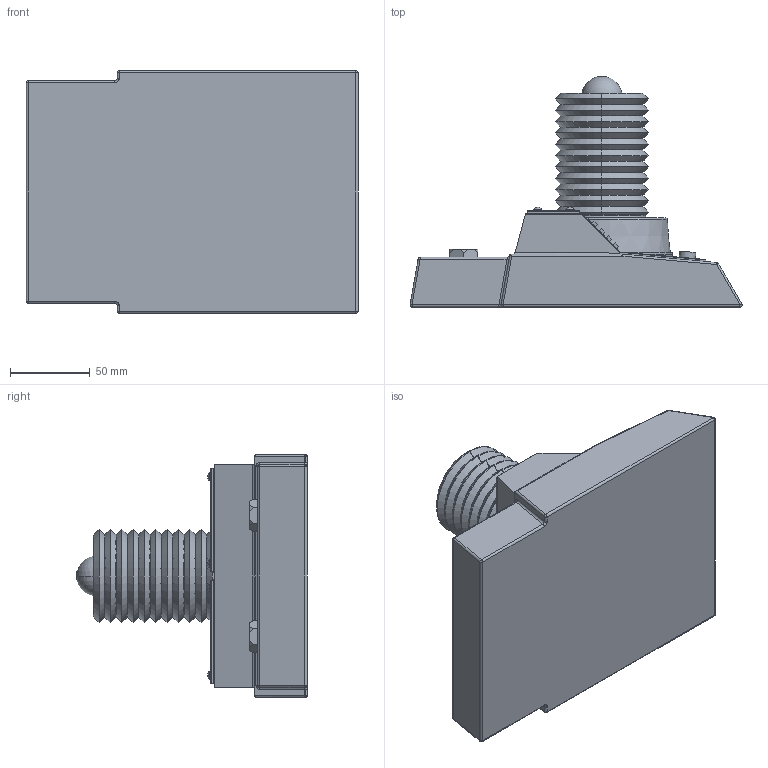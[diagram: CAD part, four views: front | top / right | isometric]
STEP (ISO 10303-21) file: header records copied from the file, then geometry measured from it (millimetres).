
FILE_DESCRIPTION (( 'STEP AP214' ), '1' );
FILE_NAME ('base.STEP', '2014-04-10T19:38:19', ( 'Xing Gao' ), ( 'MathWorks' ), 'SwSTEP 2.0', 'SolidWorks 2013', '' );
FILE_SCHEMA (( 'AUTOMOTIVE_DESIGN' ));
Length unit declared in the file: centimetre
Products named in the file (1): base
Bounding box: 208.38 x 144.7 x 152.4 mm (x, y, z)
Volume: 1204164.4 mm3; surface area: 134783.9 mm2
Topology: 1 solids, 1 shells, 443 faces, 1017 edges, 580 vertices
Faces by surface type: cylinder 157, plane 124, cone 92, torus 31, sphere 24, bspline 15
Entity records: 13545 total; most frequent: CARTESIAN_POINT 2744, DIRECTION 2019, ORIENTED_EDGE 1968, EDGE_CURVE 984, AXIS2_PLACEMENT_3D 736, VERTEX_POINT 571, VECTOR 547, LINE 547
